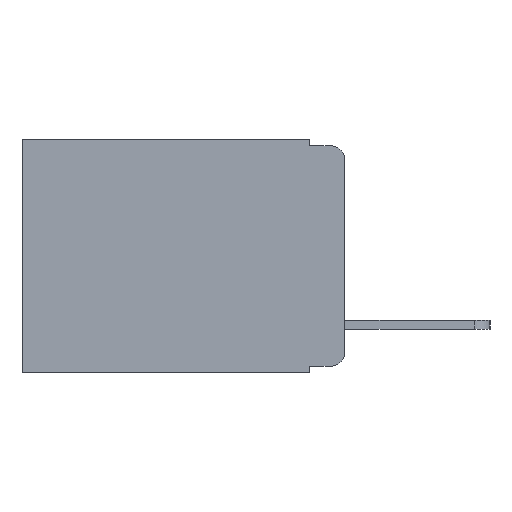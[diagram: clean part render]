
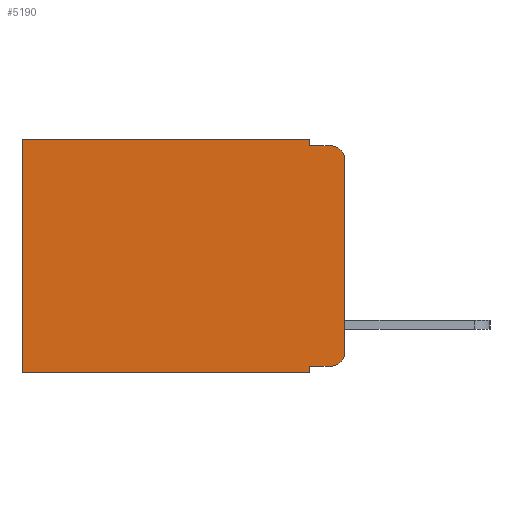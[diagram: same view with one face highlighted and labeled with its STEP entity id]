
A CAD part, left-side view. The second image highlights one B-rep face of the part: STEP entity #5190.
In plain terms, the highlighted planar face has unit normal (-1, 0, 0).
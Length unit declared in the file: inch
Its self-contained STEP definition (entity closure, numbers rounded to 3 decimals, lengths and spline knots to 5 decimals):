
#45 = ORIENTED_EDGE ( 'NONE', *, *, #9443, .F. ) ;
#777 = VECTOR ( 'NONE', #14504, 39.37008 ) ;
#920 = CARTESIAN_POINT ( 'NONE',  ( 0.298, 0., -0.343 ) ) ;
#1619 = ORIENTED_EDGE ( 'NONE', *, *, #5365, .T. ) ;
#2778 = CARTESIAN_POINT ( 'NONE',  ( 0.298, 0.473, 0. ) ) ;
#2927 = DIRECTION ( 'NONE',  ( -1., 0., 0. ) ) ;
#2975 = CARTESIAN_POINT ( 'NONE',  ( 0.298, 0.02, -0.03 ) ) ;
#3506 = VECTOR ( 'NONE', #11130, 39.37008 ) ;
#4004 = VERTEX_POINT ( 'NONE', #8809 ) ;
#4588 = CARTESIAN_POINT ( 'NONE',  ( 0.298, 0.051, 0. ) ) ;
#4785 = ORIENTED_EDGE ( 'NONE', *, *, #9542, .T. ) ;
#4836 = DIRECTION ( 'NONE',  ( 0., 0., -1. ) ) ;
#4851 = DIRECTION ( 'NONE',  ( 1., 0., 0. ) ) ;
#4945 = LINE ( 'NONE', #13995, #777 ) ;
#5010 = DIRECTION ( 'NONE',  ( 0., 0., -1. ) ) ;
#5018 = VERTEX_POINT ( 'NONE', #12164 ) ;
#5164 = LINE ( 'NONE', #2778, #16214 ) ;
#5190 = ADVANCED_FACE ( 'NONE', ( #5533 ), #8231, .F. ) ;
#5210 = CARTESIAN_POINT ( 'NONE',  ( 0.298, 0., -0.313 ) ) ;
#5365 = EDGE_CURVE ( 'NONE', #13291, #9440, #9991, .T. ) ;
#5533 = FACE_OUTER_BOUND ( 'NONE', #5911, .T. ) ;
#5882 = VECTOR ( 'NONE', #15864, 39.37008 ) ;
#5911 = EDGE_LOOP ( 'NONE', ( #11612, #4785, #45, #9145, #1619, #6268, #13815, #6993, #16345, #12304 ) ) ;
#6268 = ORIENTED_EDGE ( 'NONE', *, *, #10188, .T. ) ;
#6395 = VERTEX_POINT ( 'NONE', #5210 ) ;
#6457 = AXIS2_PLACEMENT_3D ( 'NONE', #16456, #4851, #4836 ) ;
#6851 = DIRECTION ( 'NONE',  ( 0., 1., 0. ) ) ;
#6977 = AXIS2_PLACEMENT_3D ( 'NONE', #12246, #12327, #11691 ) ;
#6993 = ORIENTED_EDGE ( 'NONE', *, *, #10365, .F. ) ;
#7077 = AXIS2_PLACEMENT_3D ( 'NONE', #2975, #2927, #5010 ) ;
#7615 = VERTEX_POINT ( 'NONE', #18025 ) ;
#8231 = PLANE ( 'NONE',  #6457 ) ;
#8242 = CARTESIAN_POINT ( 'NONE',  ( 0.298, 0.051, -0.01 ) ) ;
#8378 = CIRCLE ( 'NONE', #6977, 0.02 ) ;
#8444 = LINE ( 'NONE', #14645, #15614 ) ;
#8809 = CARTESIAN_POINT ( 'NONE',  ( 0.298, 0.02, -0.01 ) ) ;
#8824 = EDGE_CURVE ( 'NONE', #10000, #6395, #8444, .T. ) ;
#9038 = VERTEX_POINT ( 'NONE', #17743 ) ;
#9145 = ORIENTED_EDGE ( 'NONE', *, *, #10028, .F. ) ;
#9440 = VERTEX_POINT ( 'NONE', #14737 ) ;
#9443 = EDGE_CURVE ( 'NONE', #12630, #4004, #4945, .T. ) ;
#9449 = CARTESIAN_POINT ( 'NONE',  ( 0.298, 0., 0. ) ) ;
#9542 = EDGE_CURVE ( 'NONE', #10000, #4004, #11290, .T. ) ;
#9811 = DIRECTION ( 'NONE',  ( 0., 1., 0. ) ) ;
#9991 = LINE ( 'NONE', #9449, #13337 ) ;
#10000 = VERTEX_POINT ( 'NONE', #10788 ) ;
#10028 = EDGE_CURVE ( 'NONE', #13291, #12630, #18608, .T. ) ;
#10188 = EDGE_CURVE ( 'NONE', #9440, #9038, #5164, .T. ) ;
#10277 = EDGE_CURVE ( 'NONE', #17598, #9038, #18401, .T. ) ;
#10365 = EDGE_CURVE ( 'NONE', #5018, #17598, #13465, .T. ) ;
#10424 = EDGE_CURVE ( 'NONE', #5018, #7615, #15986, .T. ) ;
#10454 = EDGE_CURVE ( 'NONE', #7615, #6395, #8378, .T. ) ;
#10788 = CARTESIAN_POINT ( 'NONE',  ( 0.298, 0., -0.03 ) ) ;
#10878 = CARTESIAN_POINT ( 'NONE',  ( 0.298, 0.051, -0.343 ) ) ;
#11130 = DIRECTION ( 'NONE',  ( 0., 0., -1. ) ) ;
#11290 = CIRCLE ( 'NONE', #7077, 0.02 ) ;
#11612 = ORIENTED_EDGE ( 'NONE', *, *, #8824, .F. ) ;
#11691 = DIRECTION ( 'NONE',  ( 0., 0., -1. ) ) ;
#12131 = VECTOR ( 'NONE', #13936, 39.37008 ) ;
#12164 = CARTESIAN_POINT ( 'NONE',  ( 0.298, 0.051, -0.333 ) ) ;
#12246 = CARTESIAN_POINT ( 'NONE',  ( 0.298, 0.02, -0.313 ) ) ;
#12304 = ORIENTED_EDGE ( 'NONE', *, *, #10454, .T. ) ;
#12327 = DIRECTION ( 'NONE',  ( -1., 0., 0. ) ) ;
#12630 = VERTEX_POINT ( 'NONE', #8242 ) ;
#12669 = CARTESIAN_POINT ( 'NONE',  ( 0.298, 0.051, -0.333 ) ) ;
#12893 = DIRECTION ( 'NONE',  ( 0., 0., -1. ) ) ;
#13291 = VERTEX_POINT ( 'NONE', #4588 ) ;
#13337 = VECTOR ( 'NONE', #9811, 39.37008 ) ;
#13465 = LINE ( 'NONE', #15851, #5882 ) ;
#13815 = ORIENTED_EDGE ( 'NONE', *, *, #10277, .F. ) ;
#13936 = DIRECTION ( 'NONE',  ( 0., -1., 0. ) ) ;
#13995 = CARTESIAN_POINT ( 'NONE',  ( 0.298, 0.051, -0.01 ) ) ;
#14504 = DIRECTION ( 'NONE',  ( 0., -1., 0. ) ) ;
#14645 = CARTESIAN_POINT ( 'NONE',  ( 0.298, 0., 0. ) ) ;
#14737 = CARTESIAN_POINT ( 'NONE',  ( 0.298, 0.473, 0. ) ) ;
#14809 = DIRECTION ( 'NONE',  ( 0., 0., -1. ) ) ;
#14847 = VECTOR ( 'NONE', #6851, 39.37008 ) ;
#15614 = VECTOR ( 'NONE', #14809, 39.37008 ) ;
#15851 = CARTESIAN_POINT ( 'NONE',  ( 0.298, 0.051, 0. ) ) ;
#15864 = DIRECTION ( 'NONE',  ( 0., 0., -1. ) ) ;
#15986 = LINE ( 'NONE', #12669, #12131 ) ;
#16214 = VECTOR ( 'NONE', #12893, 39.37008 ) ;
#16345 = ORIENTED_EDGE ( 'NONE', *, *, #10424, .T. ) ;
#16456 = CARTESIAN_POINT ( 'NONE',  ( 0.298, 0., 0. ) ) ;
#16675 = CARTESIAN_POINT ( 'NONE',  ( 0.298, 0.051, 0. ) ) ;
#17598 = VERTEX_POINT ( 'NONE', #10878 ) ;
#17743 = CARTESIAN_POINT ( 'NONE',  ( 0.298, 0.473, -0.343 ) ) ;
#18025 = CARTESIAN_POINT ( 'NONE',  ( 0.298, 0.02, -0.333 ) ) ;
#18401 = LINE ( 'NONE', #920, #14847 ) ;
#18608 = LINE ( 'NONE', #16675, #3506 ) ;
